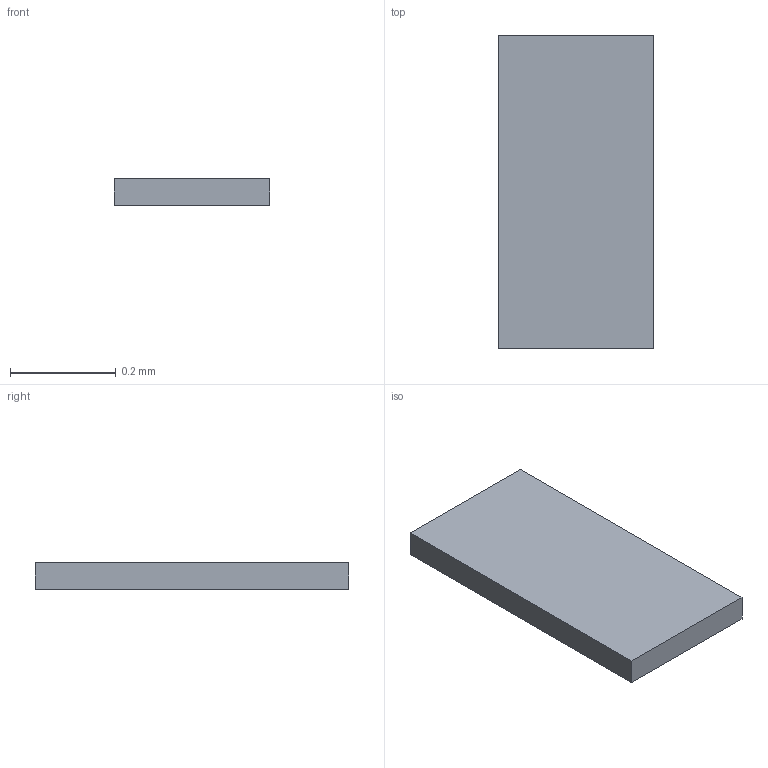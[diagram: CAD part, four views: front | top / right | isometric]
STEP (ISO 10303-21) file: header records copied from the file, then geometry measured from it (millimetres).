
FILE_DESCRIPTION (( 'STEP AP214' ), '1' );
FILE_NAME ('OPTIMA.OPL ECO LED 300 3000K.STEP', '2018-07-26T13:22:59', ( '' ), ( '' ), 'SwSTEP 2.0', 'SolidWorks 2013', '' );
FILE_SCHEMA (( 'AUTOMOTIVE_DESIGN' ));
Length unit declared in the file: millimetre
Products named in the file (1): OPTIMA.OPL ECO LED 300 3000K
Bounding box: 0.29 x 0.59 x 0.05 mm (x, y, z)
Surface area: 0.4 mm2 (no closed solid volume)
Topology: 0 solids, 3 shells, 6 faces, 20 edges, 16 vertices
Faces by surface type: plane 6
Entity records: 303 total; most frequent: CARTESIAN_POINT 43, DIRECTION 34, ORIENTED_EDGE 24, VECTOR 20, LINE 20, EDGE_CURVE 20, VERTEX_POINT 16, UNCERTAINTY_MEASURE_WITH_UNIT 8
